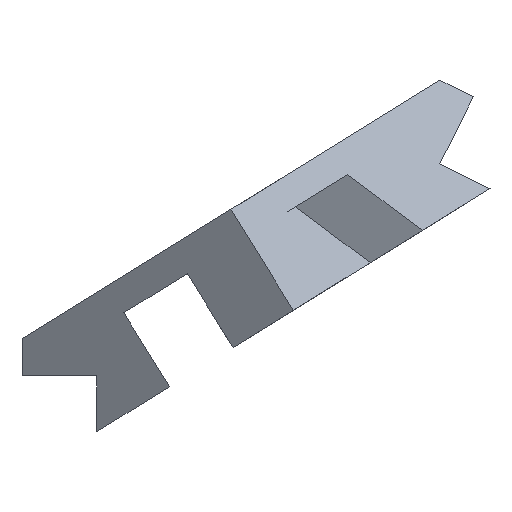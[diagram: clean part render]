
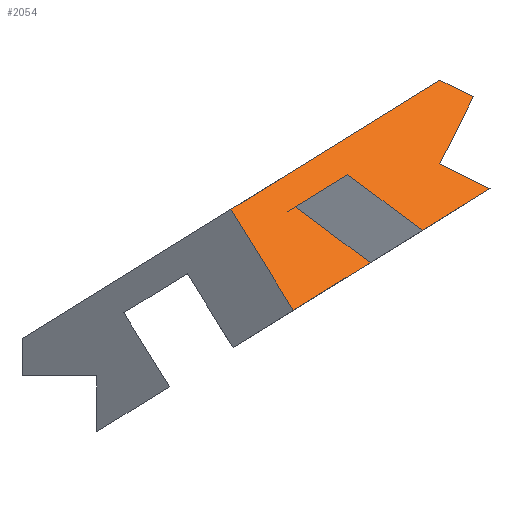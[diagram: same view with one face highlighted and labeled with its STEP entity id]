
A CAD part, left-side view. The second image highlights one B-rep face of the part: STEP entity #2054.
In plain terms, the highlighted planar face has unit normal (-0.809, -0.263, 0.526).
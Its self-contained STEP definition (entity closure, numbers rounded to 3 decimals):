
#124=FACE_OUTER_BOUND('',#212,.T.);
#212=EDGE_LOOP('',(#1741,#1742,#1743,#1744,#1745,#1746,#1747,#1748,#1749,
#1750));
#247=LINE('',#2670,#533);
#251=LINE('',#2679,#537);
#255=LINE('',#2687,#541);
#266=LINE('',#2708,#552);
#503=LINE('',#3186,#789);
#504=LINE('',#3188,#790);
#505=LINE('',#3190,#791);
#506=LINE('',#3192,#792);
#507=LINE('',#3193,#793);
#508=LINE('',#3194,#794);
#533=VECTOR('',#2187,10.);
#537=VECTOR('',#2193,10.);
#541=VECTOR('',#2199,10.);
#552=VECTOR('',#2212,10.);
#789=VECTOR('',#2605,10.);
#790=VECTOR('',#2606,10.);
#791=VECTOR('',#2607,10.);
#792=VECTOR('',#2608,10.);
#793=VECTOR('',#2609,10.);
#794=VECTOR('',#2610,10.);
#819=VERTEX_POINT('',#2668);
#820=VERTEX_POINT('',#2669);
#823=VERTEX_POINT('',#2677);
#824=VERTEX_POINT('',#2678);
#827=VERTEX_POINT('',#2686);
#836=VERTEX_POINT('',#2706);
#999=VERTEX_POINT('',#3185);
#1000=VERTEX_POINT('',#3187);
#1001=VERTEX_POINT('',#3189);
#1002=VERTEX_POINT('',#3191);
#1015=EDGE_CURVE('',#819,#820,#247,.T.);
#1019=EDGE_CURVE('',#823,#824,#251,.T.);
#1023=EDGE_CURVE('',#827,#823,#255,.F.);
#1034=EDGE_CURVE('',#820,#836,#266,.F.);
#1279=EDGE_CURVE('',#999,#836,#503,.T.);
#1280=EDGE_CURVE('',#1000,#999,#504,.T.);
#1281=EDGE_CURVE('',#1001,#1000,#505,.T.);
#1282=EDGE_CURVE('',#1002,#1001,#506,.T.);
#1283=EDGE_CURVE('',#827,#1002,#507,.F.);
#1284=EDGE_CURVE('',#824,#819,#508,.T.);
#1741=ORIENTED_EDGE('',*,*,#1015,.T.);
#1742=ORIENTED_EDGE('',*,*,#1034,.T.);
#1743=ORIENTED_EDGE('',*,*,#1279,.F.);
#1744=ORIENTED_EDGE('',*,*,#1280,.F.);
#1745=ORIENTED_EDGE('',*,*,#1281,.F.);
#1746=ORIENTED_EDGE('',*,*,#1282,.F.);
#1747=ORIENTED_EDGE('',*,*,#1283,.F.);
#1748=ORIENTED_EDGE('',*,*,#1023,.T.);
#1749=ORIENTED_EDGE('',*,*,#1019,.T.);
#1750=ORIENTED_EDGE('',*,*,#1284,.T.);
#1966=PLANE('',#2165);
#2054=ADVANCED_FACE('',(#124),#1966,.F.);
#2165=AXIS2_PLACEMENT_3D('',#3184,#2603,#2604);
#2187=DIRECTION('',(-0.127,-0.795,-0.593));
#2193=DIRECTION('',(0.127,0.795,0.593));
#2199=DIRECTION('',(-0.526,0.724,-0.447));
#2212=DIRECTION('',(-0.526,0.724,-0.447));
#2603=DIRECTION('center_axis',(0.809,0.263,-0.526));
#2604=DIRECTION('ref_axis',(0.526,-0.724,0.447));
#2605=DIRECTION('',(0.,-0.894,-0.447));
#2606=DIRECTION('',(-0.588,0.362,-0.724));
#2607=DIRECTION('',(0.,-0.894,-0.447));
#2608=DIRECTION('',(0.526,-0.724,0.447));
#2609=DIRECTION('',(-0.357,-0.491,-0.795));
#2610=DIRECTION('',(0.526,-0.724,0.447));
#2668=CARTESIAN_POINT('',(-61.708,-95.641,10.884));
#2669=CARTESIAN_POINT('',(-62.348,-99.656,7.892));
#2670=CARTESIAN_POINT('',(-61.809,-96.275,10.412));
#2677=CARTESIAN_POINT('',(-64.381,-96.858,6.163));
#2678=CARTESIAN_POINT('',(-63.741,-92.844,9.155));
#2679=CARTESIAN_POINT('',(-63.677,-92.446,9.452));
#2686=CARTESIAN_POINT('',(-67.378,-92.734,3.614));
#2687=CARTESIAN_POINT('',(-54.956,-109.827,14.177));
#2706=CARTESIAN_POINT('',(-59.718,-103.274,10.128));
#2708=CARTESIAN_POINT('',(-54.956,-109.827,14.177));
#3184=CARTESIAN_POINT('Origin',(-64.95,-89.393,9.021));
#3185=CARTESIAN_POINT('',(-59.719,-100.59,11.469));
#3186=CARTESIAN_POINT('',(-59.719,-96.603,13.463));
#3187=CARTESIAN_POINT('',(-56.812,-102.379,15.047));
#3188=CARTESIAN_POINT('',(-51.063,-105.917,22.122));
#3189=CARTESIAN_POINT('',(-56.812,-100.59,15.941));
#3190=CARTESIAN_POINT('',(-56.812,-97.497,17.488));
#3191=CARTESIAN_POINT('',(-64.95,-89.393,9.021));
#3192=CARTESIAN_POINT('',(-58.914,-97.698,14.154));
#3193=CARTESIAN_POINT('',(-64.163,-88.309,10.774));
#3194=CARTESIAN_POINT('',(-64.429,-91.897,8.57));
